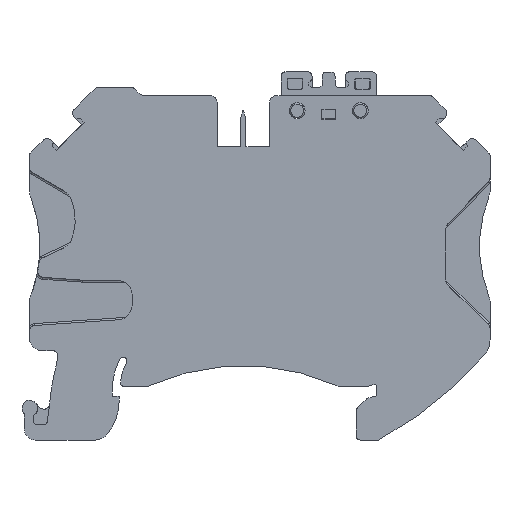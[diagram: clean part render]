
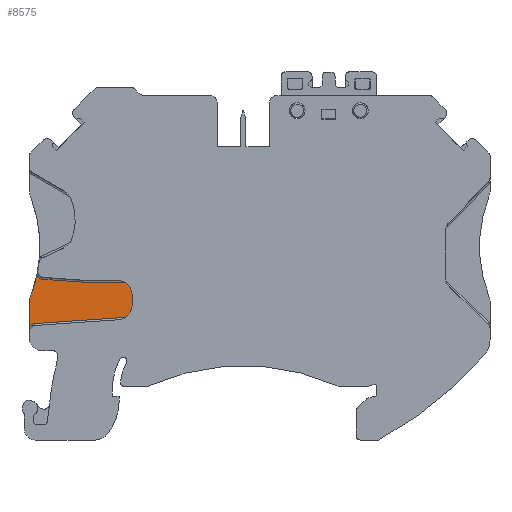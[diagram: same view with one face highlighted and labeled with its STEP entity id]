
A CAD part, front view. The second image highlights one B-rep face of the part: STEP entity #8575.
In plain terms, the highlighted planar face has unit normal (0, -1, 0).
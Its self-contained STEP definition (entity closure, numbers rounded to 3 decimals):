
#298=CIRCLE('',#8992,1.);
#303=CIRCLE('',#9011,1.);
#305=CIRCLE('',#9014,17.875);
#306=CIRCLE('',#9015,2.525);
#996=ORIENTED_EDGE('',*,*,#2616,.T.);
#997=ORIENTED_EDGE('',*,*,#2539,.T.);
#998=ORIENTED_EDGE('',*,*,#2626,.T.);
#999=ORIENTED_EDGE('',*,*,#2640,.T.);
#1000=ORIENTED_EDGE('',*,*,#2643,.T.);
#1001=ORIENTED_EDGE('',*,*,#2645,.T.);
#1002=ORIENTED_EDGE('',*,*,#2646,.T.);
#1003=ORIENTED_EDGE('',*,*,#2647,.F.);
#1004=ORIENTED_EDGE('',*,*,#2614,.T.);
#2539=EDGE_CURVE('',#3398,#3402,#4027,.F.);
#2614=EDGE_CURVE('',#3463,#3465,#298,.T.);
#2616=EDGE_CURVE('',#3465,#3398,#4064,.T.);
#2626=EDGE_CURVE('',#3402,#3473,#4069,.T.);
#2640=EDGE_CURVE('',#3473,#3483,#4076,.T.);
#2643=EDGE_CURVE('',#3483,#3484,#303,.T.);
#2645=EDGE_CURVE('',#3484,#3486,#305,.T.);
#2646=EDGE_CURVE('',#3486,#3487,#306,.F.);
#2647=EDGE_CURVE('',#3463,#3487,#4078,.T.);
#3398=VERTEX_POINT('',#11709);
#3402=VERTEX_POINT('',#11718);
#3463=VERTEX_POINT('',#11935);
#3465=VERTEX_POINT('',#11939);
#3473=VERTEX_POINT('',#11972);
#3483=VERTEX_POINT('',#12005);
#3484=VERTEX_POINT('',#12013);
#3486=VERTEX_POINT('',#12019);
#3487=VERTEX_POINT('',#12021);
#4027=LINE('',#11722,#4636);
#4064=LINE('',#11943,#4673);
#4069=LINE('',#11971,#4678);
#4076=LINE('',#12006,#4685);
#4078=LINE('',#12022,#4687);
#4636=VECTOR('',#9840,1000.);
#4673=VECTOR('',#9969,1000.);
#4678=VECTOR('',#9988,1000.);
#4685=VECTOR('',#10013,1000.);
#4687=VECTOR('',#10027,1000.);
#5201=EDGE_LOOP('',(#996,#997,#998,#999,#1000,#1001,#1002,#1003,#1004));
#5583=FACE_BOUND('',#5201,.T.);
#5918=PLANE('',#9013);
#8575=ADVANCED_FACE('',(#5583),#5918,.F.);
#8992=AXIS2_PLACEMENT_3D('',#11940,#9964,#9965);
#9011=AXIS2_PLACEMENT_3D('',#12015,#10017,#10018);
#9013=AXIS2_PLACEMENT_3D('',#12017,#10021,#10022);
#9014=AXIS2_PLACEMENT_3D('',#12018,#10023,#10024);
#9015=AXIS2_PLACEMENT_3D('',#12020,#10025,#10026);
#9840=DIRECTION('',(0.,0.,-1.));
#9964=DIRECTION('',(0.,1.,0.));
#9965=DIRECTION('',(0.,0.,1.));
#9969=DIRECTION('',(0.998,0.,0.068));
#9988=DIRECTION('',(-1.,0.,0.));
#10013=DIRECTION('',(-0.998,0.,0.07));
#10017=DIRECTION('',(0.,1.,0.));
#10018=DIRECTION('',(0.,0.,1.));
#10021=DIRECTION('',(0.,1.,0.));
#10022=DIRECTION('',(0.,0.,1.));
#10023=DIRECTION('',(0.,1.,0.));
#10024=DIRECTION('',(0.,0.,1.));
#10025=DIRECTION('',(0.,1.,0.));
#10026=DIRECTION('',(0.,0.,1.));
#10027=DIRECTION('',(0.,0.,1.));
#11709=CARTESIAN_POINT('',(-15.614,1.7,-11.291));
#11718=CARTESIAN_POINT('',(-15.614,1.7,-6.75));
#11722=CARTESIAN_POINT('',(-15.614,1.7,-6.75));
#11935=CARTESIAN_POINT('',(-29.7,1.7,-12.539));
#11939=CARTESIAN_POINT('',(-29.018,1.7,-12.203));
#11940=CARTESIAN_POINT('',(-28.95,1.7,-13.201));
#11943=CARTESIAN_POINT('',(-52.585,1.7,-13.807));
#11971=CARTESIAN_POINT('',(-22.7,1.7,-6.75));
#11972=CARTESIAN_POINT('',(-22.709,1.7,-6.75));
#12005=CARTESIAN_POINT('',(-27.942,1.7,-6.384));
#12006=CARTESIAN_POINT('',(-53.895,1.7,-4.569));
#12013=CARTESIAN_POINT('',(-28.737,1.7,-5.889));
#12015=CARTESIAN_POINT('',(-27.872,1.7,-5.386));
#12017=CARTESIAN_POINT('',(-53.55,1.7,0.37));
#12018=CARTESIAN_POINT('',(-46.2,1.7,-2.074));
#12019=CARTESIAN_POINT('',(-29.56,1.7,-8.602));
#12020=CARTESIAN_POINT('',(-27.175,1.7,-9.432));
#12021=CARTESIAN_POINT('',(-29.7,1.7,-9.402));
#12022=CARTESIAN_POINT('',(-29.7,1.7,-12.5));
